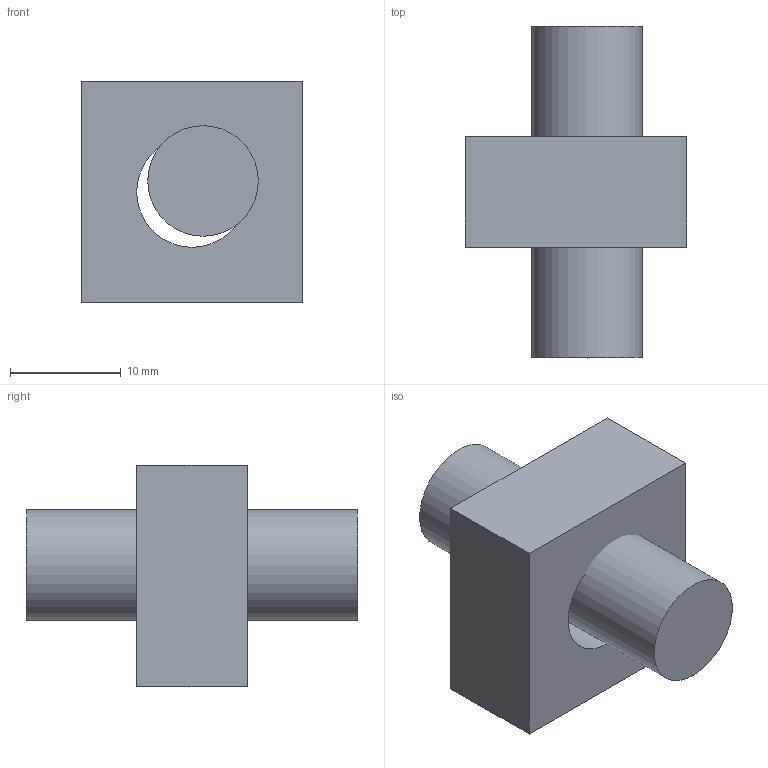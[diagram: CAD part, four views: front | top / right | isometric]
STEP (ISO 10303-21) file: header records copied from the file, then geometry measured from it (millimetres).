
FILE_DESCRIPTION(/* description */ ('','CAx-IF Rec.Pracs.---Representation and Presentation of Product Manufacturing Information (PMI)---4.0---2014-10-13'),/* implementation_level */ '2;1');
FILE_NAME(/* name */ 'bgr1.stp',/* time_stamp */ '2021-09-14T16:22:06+02:00',/* author */ ('Weigand'),/* organization */ (''),/* preprocessor_version */ 'ST-DEVELOPER v18.1',/* originating_system */ 'Autodesk Inventor 2021',/* authorisation */ '');
FILE_SCHEMA (('AP242_MANAGED_MODEL_BASED_3D_ENGINEERING_MIM_LF { 1 0 10303 442 1 1 4 }'));
Length unit declared in the file: millimetre
Products named in the file (3): bgr1; wuerfel; stab
Assembly tree (2 placements, depth 2):
  bgr1
    wuerfel
    stab
Bounding box: 20 x 30 x 20 mm (x, y, z)
Volume: 5570.8 mm3; surface area: 2856.6 mm2
Topology: 2 solids, 2 shells, 10 faces, 20 edges, 14 vertices
Faces by surface type: plane 8, cylinder 2
Full cylindrical faces by diameter (mm): 10 x2
Entity records: 581 total; most frequent: DIRECTION 110, CARTESIAN_POINT 84, AXIS2_PLACEMENT_3D 48, ORIENTED_EDGE 40, EDGE_CURVE 20, LINE 14, VECTOR 14, VERTEX_POINT 14
